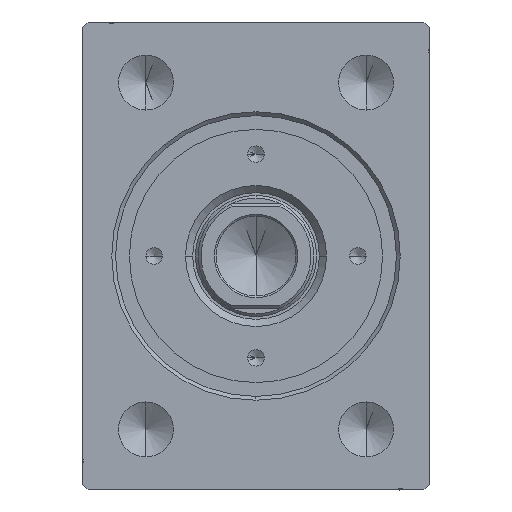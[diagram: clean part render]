
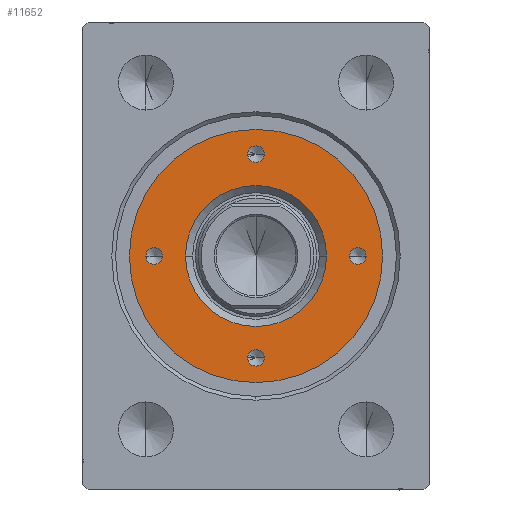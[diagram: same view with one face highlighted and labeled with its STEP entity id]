
A CAD part, left-side view. The second image highlights one B-rep face of the part: STEP entity #11652.
In plain terms, the highlighted face is planar.
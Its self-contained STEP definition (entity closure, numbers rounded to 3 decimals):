
#68 = AXIS2_PLACEMENT_3D ( 'NONE', #18395, #1268, #24418 ) ;
#636 = EDGE_LOOP ( 'NONE', ( #5876, #36760 ) ) ;
#998 = AXIS2_PLACEMENT_3D ( 'NONE', #39167, #19356, #8451 ) ;
#1070 = EDGE_CURVE ( 'NONE', #11874, #31651, #43591, .T. ) ;
#1268 = DIRECTION ( 'NONE',  ( 0., 0., 1. ) ) ;
#1286 = DIRECTION ( 'NONE',  ( 0., 0., 1. ) ) ;
#3093 = DIRECTION ( 'NONE',  ( 1., 0., 0. ) ) ;
#3411 = DIRECTION ( 'NONE',  ( 0., 0., -1. ) ) ;
#3797 = AXIS2_PLACEMENT_3D ( 'NONE', #38751, #25609, #38970 ) ;
#4417 = CARTESIAN_POINT ( 'NONE',  ( 12.8, 0., 10. ) ) ;
#5020 = AXIS2_PLACEMENT_3D ( 'NONE', #32675, #42258, #8432 ) ;
#5315 = DIRECTION ( 'NONE',  ( 0., 0., 1. ) ) ;
#5728 = EDGE_LOOP ( 'NONE', ( #23689, #43599 ) ) ;
#5876 = ORIENTED_EDGE ( 'NONE', *, *, #39089, .T. ) ;
#6075 = DIRECTION ( 'NONE',  ( 1., 0., 0. ) ) ;
#6605 = CARTESIAN_POINT ( 'NONE',  ( -20., 0., 10. ) ) ;
#6851 = FACE_BOUND ( 'NONE', #24212, .T. ) ;
#7053 = CARTESIAN_POINT ( 'NONE',  ( -18.5, 0., 10. ) ) ;
#7069 = AXIS2_PLACEMENT_3D ( 'NONE', #18199, #1286, #14205 ) ;
#8025 = AXIS2_PLACEMENT_3D ( 'NONE', #7053, #33368, #34420 ) ;
#8432 = DIRECTION ( 'NONE',  ( 1., 0., 0. ) ) ;
#8451 = DIRECTION ( 'NONE',  ( 1., 0., 0. ) ) ;
#9971 = FACE_BOUND ( 'NONE', #40150, .T. ) ;
#10084 = CARTESIAN_POINT ( 'NONE',  ( 0., 0., 10. ) ) ;
#10116 = ORIENTED_EDGE ( 'NONE', *, *, #40543, .F. ) ;
#10464 = CIRCLE ( 'NONE', #34597, 1.5 ) ;
#11125 = EDGE_CURVE ( 'NONE', #16371, #29178, #10464, .T. ) ;
#11437 = AXIS2_PLACEMENT_3D ( 'NONE', #28279, #5315, #26014 ) ;
#11528 = CIRCLE ( 'NONE', #8025, 1.5 ) ;
#11652 = ADVANCED_FACE ( 'NONE', ( #23560, #6851, #9971, #37120, #20676, #20228 ), #34214, .T. ) ;
#11874 = VERTEX_POINT ( 'NONE', #23466 ) ;
#13451 = VERTEX_POINT ( 'NONE', #6605 ) ;
#13565 = VERTEX_POINT ( 'NONE', #41337 ) ;
#14205 = DIRECTION ( 'NONE',  ( 1., 0., 0. ) ) ;
#14255 = CIRCLE ( 'NONE', #34813, 1.5 ) ;
#14970 = DIRECTION ( 'NONE',  ( 1., 0., 0. ) ) ;
#14974 = CIRCLE ( 'NONE', #11437, 1.5 ) ;
#16190 = CARTESIAN_POINT ( 'NONE',  ( -1.5, -18.5, 10. ) ) ;
#16253 = CARTESIAN_POINT ( 'NONE',  ( 0., 0., 10. ) ) ;
#16371 = VERTEX_POINT ( 'NONE', #35449 ) ;
#16760 = CARTESIAN_POINT ( 'NONE',  ( 0., -18.5, 10. ) ) ;
#16979 = DIRECTION ( 'NONE',  ( 0., 0., 1. ) ) ;
#17584 = VERTEX_POINT ( 'NONE', #23132 ) ;
#18102 = DIRECTION ( 'NONE',  ( 1., 0., 0. ) ) ;
#18199 = CARTESIAN_POINT ( 'NONE',  ( 0., 18.5, 10. ) ) ;
#18395 = CARTESIAN_POINT ( 'NONE',  ( 0., 0., 10. ) ) ;
#18521 = CARTESIAN_POINT ( 'NONE',  ( 18.5, 0., 10. ) ) ;
#18768 = ORIENTED_EDGE ( 'NONE', *, *, #32861, .T. ) ;
#18846 = CARTESIAN_POINT ( 'NONE',  ( 20., 0., 10. ) ) ;
#19356 = DIRECTION ( 'NONE',  ( 0., 0., 1. ) ) ;
#20141 = CIRCLE ( 'NONE', #36455, 12.8 ) ;
#20228 = FACE_OUTER_BOUND ( 'NONE', #35667, .T. ) ;
#20247 = CARTESIAN_POINT ( 'NONE',  ( 23., 0., 10. ) ) ;
#20656 = VERTEX_POINT ( 'NONE', #20247 ) ;
#20676 = FACE_BOUND ( 'NONE', #636, .T. ) ;
#21686 = EDGE_LOOP ( 'NONE', ( #34791, #10116 ) ) ;
#22488 = VERTEX_POINT ( 'NONE', #25229 ) ;
#23132 = CARTESIAN_POINT ( 'NONE',  ( -1.5, 18.5, 10. ) ) ;
#23466 = CARTESIAN_POINT ( 'NONE',  ( -12.8, 0., 10. ) ) ;
#23560 = FACE_BOUND ( 'NONE', #5728, .T. ) ;
#23689 = ORIENTED_EDGE ( 'NONE', *, *, #24240, .F. ) ;
#23762 = CIRCLE ( 'NONE', #35813, 23. ) ;
#24212 = EDGE_LOOP ( 'NONE', ( #38591, #34124 ) ) ;
#24218 = CIRCLE ( 'NONE', #5020, 1.5 ) ;
#24240 = EDGE_CURVE ( 'NONE', #22488, #13451, #14255, .T. ) ;
#24418 = DIRECTION ( 'NONE',  ( 1., 0., 0. ) ) ;
#24627 = VERTEX_POINT ( 'NONE', #37531 ) ;
#25229 = CARTESIAN_POINT ( 'NONE',  ( -17., 0., 10. ) ) ;
#25609 = DIRECTION ( 'NONE',  ( 0., 0., -1. ) ) ;
#26014 = DIRECTION ( 'NONE',  ( 1., 0., 0. ) ) ;
#27754 = EDGE_CURVE ( 'NONE', #17584, #13565, #14974, .T. ) ;
#27803 = EDGE_CURVE ( 'NONE', #29178, #16371, #24218, .T. ) ;
#28279 = CARTESIAN_POINT ( 'NONE',  ( 0., 18.5, 10. ) ) ;
#28955 = EDGE_CURVE ( 'NONE', #13565, #17584, #35502, .T. ) ;
#29178 = VERTEX_POINT ( 'NONE', #18846 ) ;
#30230 = DIRECTION ( 'NONE',  ( 0., 0., 1. ) ) ;
#30343 = DIRECTION ( 'NONE',  ( 1., 0., 0. ) ) ;
#31651 = VERTEX_POINT ( 'NONE', #4417 ) ;
#32169 = AXIS2_PLACEMENT_3D ( 'NONE', #16760, #16979, #6075 ) ;
#32675 = CARTESIAN_POINT ( 'NONE',  ( 18.5, 0., 10. ) ) ;
#32861 = EDGE_CURVE ( 'NONE', #20656, #24627, #36301, .T. ) ;
#32957 = CIRCLE ( 'NONE', #998, 1.5 ) ;
#33030 = ORIENTED_EDGE ( 'NONE', *, *, #11125, .F. ) ;
#33368 = DIRECTION ( 'NONE',  ( 0., 0., 1. ) ) ;
#33989 = DIRECTION ( 'NONE',  ( 1., 0., 0. ) ) ;
#34124 = ORIENTED_EDGE ( 'NONE', *, *, #27754, .F. ) ;
#34214 = PLANE ( 'NONE',  #37466 ) ;
#34292 = CIRCLE ( 'NONE', #32169, 1.5 ) ;
#34420 = DIRECTION ( 'NONE',  ( 1., 0., 0. ) ) ;
#34597 = AXIS2_PLACEMENT_3D ( 'NONE', #18521, #38766, #14970 ) ;
#34791 = ORIENTED_EDGE ( 'NONE', *, *, #37786, .F. ) ;
#34813 = AXIS2_PLACEMENT_3D ( 'NONE', #41900, #37915, #18102 ) ;
#35449 = CARTESIAN_POINT ( 'NONE',  ( 17., 0., 10. ) ) ;
#35502 = CIRCLE ( 'NONE', #7069, 1.5 ) ;
#35667 = EDGE_LOOP ( 'NONE', ( #42227, #18768 ) ) ;
#35813 = AXIS2_PLACEMENT_3D ( 'NONE', #16253, #40049, #3093 ) ;
#36301 = CIRCLE ( 'NONE', #68, 23. ) ;
#36455 = AXIS2_PLACEMENT_3D ( 'NONE', #10084, #3411, #30343 ) ;
#36760 = ORIENTED_EDGE ( 'NONE', *, *, #1070, .T. ) ;
#37120 = FACE_BOUND ( 'NONE', #21686, .T. ) ;
#37233 = EDGE_CURVE ( 'NONE', #13451, #22488, #11528, .T. ) ;
#37466 = AXIS2_PLACEMENT_3D ( 'NONE', #44015, #30230, #33989 ) ;
#37531 = CARTESIAN_POINT ( 'NONE',  ( -23., 0., 10. ) ) ;
#37786 = EDGE_CURVE ( 'NONE', #40813, #43775, #34292, .T. ) ;
#37915 = DIRECTION ( 'NONE',  ( 0., 0., 1. ) ) ;
#38591 = ORIENTED_EDGE ( 'NONE', *, *, #28955, .F. ) ;
#38751 = CARTESIAN_POINT ( 'NONE',  ( 0., 0., 10. ) ) ;
#38766 = DIRECTION ( 'NONE',  ( 0., 0., 1. ) ) ;
#38970 = DIRECTION ( 'NONE',  ( 1., 0., 0. ) ) ;
#39089 = EDGE_CURVE ( 'NONE', #31651, #11874, #20141, .T. ) ;
#39167 = CARTESIAN_POINT ( 'NONE',  ( 0., -18.5, 10. ) ) ;
#39233 = ORIENTED_EDGE ( 'NONE', *, *, #27803, .F. ) ;
#40049 = DIRECTION ( 'NONE',  ( 0., 0., 1. ) ) ;
#40150 = EDGE_LOOP ( 'NONE', ( #39233, #33030 ) ) ;
#40153 = CARTESIAN_POINT ( 'NONE',  ( 1.5, -18.5, 10. ) ) ;
#40543 = EDGE_CURVE ( 'NONE', #43775, #40813, #32957, .T. ) ;
#40813 = VERTEX_POINT ( 'NONE', #40153 ) ;
#41337 = CARTESIAN_POINT ( 'NONE',  ( 1.5, 18.5, 10. ) ) ;
#41465 = EDGE_CURVE ( 'NONE', #24627, #20656, #23762, .T. ) ;
#41900 = CARTESIAN_POINT ( 'NONE',  ( -18.5, 0., 10. ) ) ;
#42227 = ORIENTED_EDGE ( 'NONE', *, *, #41465, .T. ) ;
#42258 = DIRECTION ( 'NONE',  ( 0., 0., 1. ) ) ;
#43591 = CIRCLE ( 'NONE', #3797, 12.8 ) ;
#43599 = ORIENTED_EDGE ( 'NONE', *, *, #37233, .F. ) ;
#43775 = VERTEX_POINT ( 'NONE', #16190 ) ;
#44015 = CARTESIAN_POINT ( 'NONE',  ( 0., 0., 10. ) ) ;
